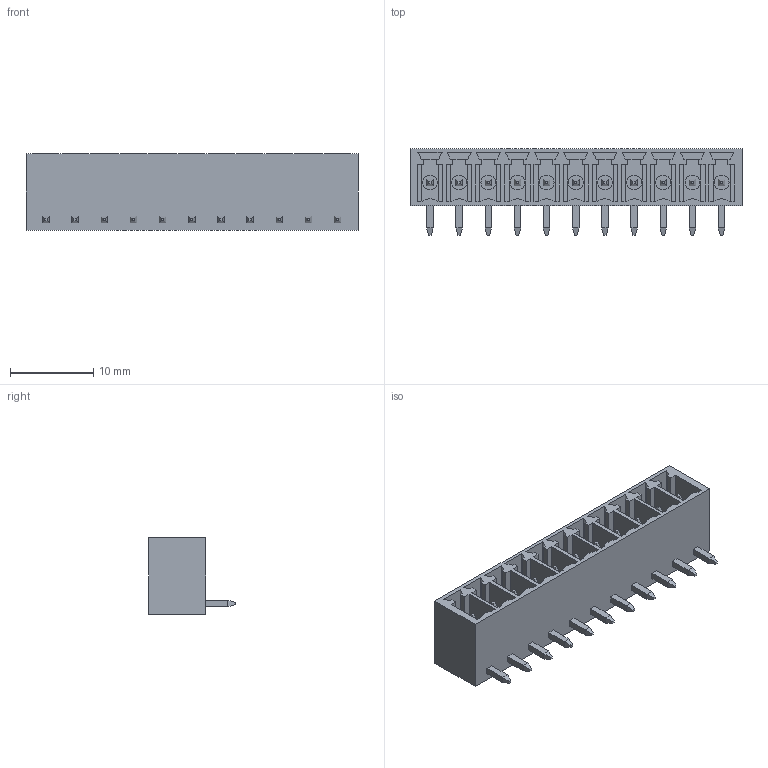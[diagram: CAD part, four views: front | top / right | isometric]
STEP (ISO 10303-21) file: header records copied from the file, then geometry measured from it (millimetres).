
FILE_DESCRIPTION((''),'2;1');
FILE_NAME('395021011','2015-01-20T',('me'),(''),'PRO/ENGINEER BY PARAMETRIC TECHNOLOGY CORPORATION, 2011490','PRO/ENGINEER BY PARAMETRIC TECHNOLOGY CORPORATION, 2011490','');
FILE_SCHEMA(('CONFIG_CONTROL_DESIGN'));
Length unit declared in the file: inch
Products named in the file (1): 395021011
Bounding box: 39.9 x 10.41 x 9.14 mm (x, y, z)
Volume: 1254.9 mm3; surface area: 3698 mm2
Topology: 1 solids, 1 shells, 446 faces, 1145 edges, 756 vertices
Faces by surface type: plane 413, cylinder 33
Entity records: 13207 total; most frequent: CARTESIAN_POINT 2304, ORIENTED_EDGE 2224, DIRECTION 2127, EDGE_CURVE 1112, VECTOR 1057, LINE 1057, VERTEX_POINT 712, AXIS2_PLACEMENT_3D 535
